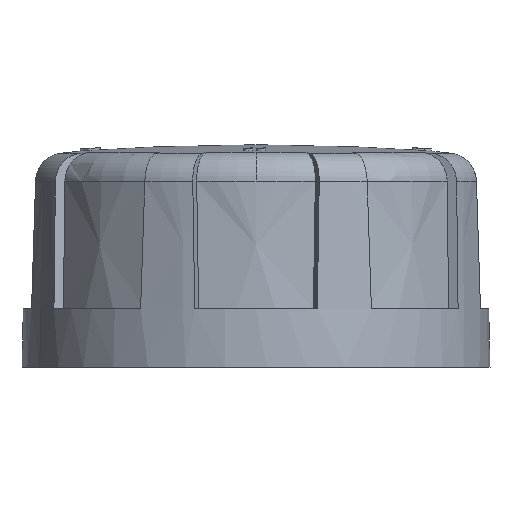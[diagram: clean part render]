
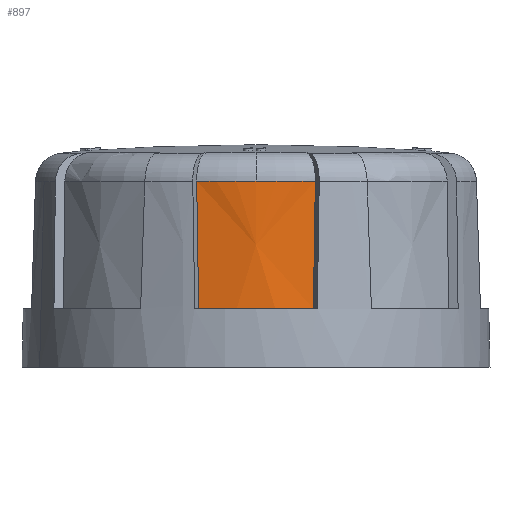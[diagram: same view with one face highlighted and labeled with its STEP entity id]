
A CAD part, left-side view. The second image highlights one B-rep face of the part: STEP entity #897.
In plain terms, the highlighted conical face has half-angle 1.5 degrees and reference radius 19 mm.
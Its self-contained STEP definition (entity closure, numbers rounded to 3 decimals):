
#120 = EDGE_CURVE ( 'NONE', #5615, #2125, #11147, .T. ) ;
#334 = CARTESIAN_POINT ( 'NONE',  ( -86.634, -220.297, 15.9 ) ) ;
#395 = CARTESIAN_POINT ( 'NONE',  ( -104.991, -225.195, 5. ) ) ;
#464 = CARTESIAN_POINT ( 'NONE',  ( -104.65, -225.362, 15.9 ) ) ;
#520 = CARTESIAN_POINT ( 'NONE',  ( -86.634, -220.297, 5. ) ) ;
#592 = DIRECTION ( 'NONE',  ( 1., 0., 0. ) ) ;
#692 = DIRECTION ( 'NONE',  ( 0., 0., -1. ) ) ;
#897 = ADVANCED_FACE ( 'NONE', ( #5089 ), #6171, .T. ) ;
#1006 = AXIS2_PLACEMENT_3D ( 'NONE', #520, #692, #7619 ) ;
#1249 = VERTEX_POINT ( 'NONE', #395 ) ;
#1399 = CIRCLE ( 'NONE', #7858, 18.715 ) ;
#1514 = CARTESIAN_POINT ( 'NONE',  ( -86.634, -220.297, 5. ) ) ;
#1555 = EDGE_LOOP ( 'NONE', ( #4337, #8642, #8444, #4986, #7486 ) ) ;
#1622 = VERTEX_POINT ( 'NONE', #7889 ) ;
#1812 = CARTESIAN_POINT ( 'NONE',  ( -104.878, -215.343, 8.633 ) ) ;
#2125 = VERTEX_POINT ( 'NONE', #5019 ) ;
#2365 = CARTESIAN_POINT ( 'NONE',  ( -104.991, -225.195, 5. ) ) ;
#2974 = B_SPLINE_CURVE_WITH_KNOTS ( 'NONE', 3,
 ( #464, #11058, #8555, #2365 ),
 .UNSPECIFIED., .F., .F.,
 ( 4, 4 ),
 ( 0., 1. ),
 .UNSPECIFIED. ) ;
#3163 = EDGE_CURVE ( 'NONE', #1622, #1249, #8373, .T. ) ;
#3269 = DIRECTION ( 'NONE',  ( 0., 0., 1. ) ) ;
#4337 = ORIENTED_EDGE ( 'NONE', *, *, #5354, .F. ) ;
#4986 = ORIENTED_EDGE ( 'NONE', *, *, #10104, .T. ) ;
#5019 = CARTESIAN_POINT ( 'NONE',  ( -104.65, -215.232, 15.9 ) ) ;
#5089 = FACE_OUTER_BOUND ( 'NONE', #1555, .T. ) ;
#5334 = CARTESIAN_POINT ( 'NONE',  ( -104.991, -215.399, 5. ) ) ;
#5354 = EDGE_CURVE ( 'NONE', #8120, #1249, #2974, .T. ) ;
#5546 = CARTESIAN_POINT ( 'NONE',  ( -105.348, -220.297, 15.9 ) ) ;
#5615 = VERTEX_POINT ( 'NONE', #5546 ) ;
#6171 = CONICAL_SURFACE ( 'NONE', #1006, 19., 0.026 ) ;
#6179 = DIRECTION ( 'NONE',  ( 1., 0., 0. ) ) ;
#6587 = DIRECTION ( 'NONE',  ( 1., 0., 0. ) ) ;
#6956 = CARTESIAN_POINT ( 'NONE',  ( -104.764, -215.287, 12.267 ) ) ;
#7216 = B_SPLINE_CURVE_WITH_KNOTS ( 'NONE', 3,
 ( #9751, #6956, #1812, #5334 ),
 .UNSPECIFIED., .F., .F.,
 ( 4, 4 ),
 ( 0., 1. ),
 .UNSPECIFIED. ) ;
#7263 = AXIS2_PLACEMENT_3D ( 'NONE', #9661, #10525, #6179 ) ;
#7486 = ORIENTED_EDGE ( 'NONE', *, *, #3163, .T. ) ;
#7619 = DIRECTION ( 'NONE',  ( 0.383, -0.924, 0. ) ) ;
#7858 = AXIS2_PLACEMENT_3D ( 'NONE', #334, #9356, #6587 ) ;
#7889 = CARTESIAN_POINT ( 'NONE',  ( -104.991, -215.399, 5. ) ) ;
#8120 = VERTEX_POINT ( 'NONE', #10862 ) ;
#8373 = CIRCLE ( 'NONE', #8546, 19. ) ;
#8444 = ORIENTED_EDGE ( 'NONE', *, *, #120, .T. ) ;
#8546 = AXIS2_PLACEMENT_3D ( 'NONE', #1514, #3269, #592 ) ;
#8555 = CARTESIAN_POINT ( 'NONE',  ( -104.878, -225.251, 8.633 ) ) ;
#8642 = ORIENTED_EDGE ( 'NONE', *, *, #9460, .T. ) ;
#9356 = DIRECTION ( 'NONE',  ( 0., 0., -1. ) ) ;
#9460 = EDGE_CURVE ( 'NONE', #8120, #5615, #1399, .T. ) ;
#9661 = CARTESIAN_POINT ( 'NONE',  ( -86.634, -220.297, 15.9 ) ) ;
#9751 = CARTESIAN_POINT ( 'NONE',  ( -104.65, -215.232, 15.9 ) ) ;
#10104 = EDGE_CURVE ( 'NONE', #2125, #1622, #7216, .T. ) ;
#10525 = DIRECTION ( 'NONE',  ( 0., 0., -1. ) ) ;
#10862 = CARTESIAN_POINT ( 'NONE',  ( -104.65, -225.362, 15.9 ) ) ;
#11058 = CARTESIAN_POINT ( 'NONE',  ( -104.764, -225.307, 12.267 ) ) ;
#11147 = CIRCLE ( 'NONE', #7263, 18.715 ) ;
